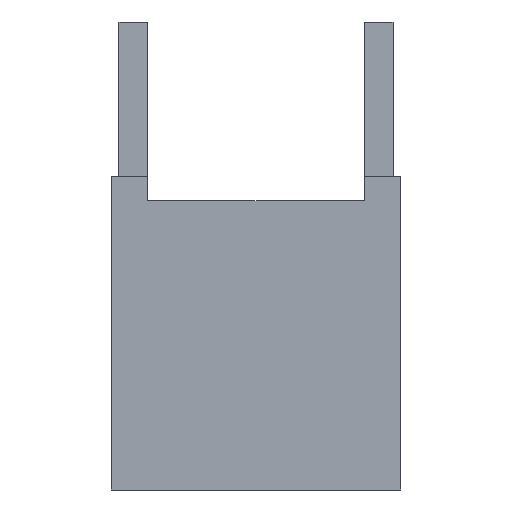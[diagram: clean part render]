
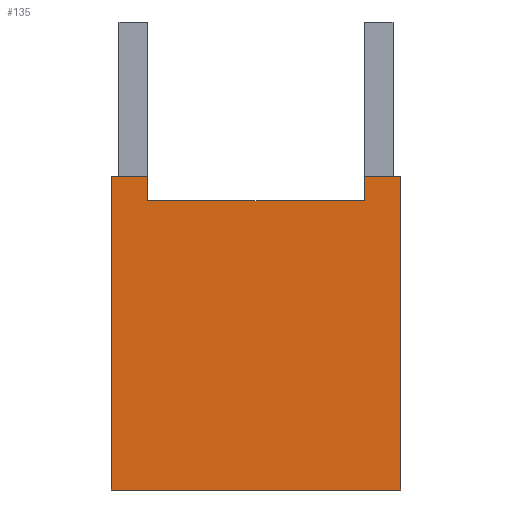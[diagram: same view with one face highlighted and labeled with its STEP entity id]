
A CAD part, front view. The second image highlights one B-rep face of the part: STEP entity #135.
In plain terms, the highlighted planar face has unit normal (0, -1, 0).
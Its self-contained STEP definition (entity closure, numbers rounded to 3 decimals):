
#85=PLANE('',#880);
#135=ADVANCED_FACE('',(#173),#85,.T.);
#173=FACE_OUTER_BOUND('',#228,.T.);
#228=EDGE_LOOP('',(#400,#401,#402,#403,#404,#405,#406,#407));
#400=ORIENTED_EDGE('',*,*,#630,.T.);
#401=ORIENTED_EDGE('',*,*,#627,.F.);
#402=ORIENTED_EDGE('',*,*,#612,.F.);
#403=ORIENTED_EDGE('',*,*,#593,.T.);
#404=ORIENTED_EDGE('',*,*,#590,.F.);
#405=ORIENTED_EDGE('',*,*,#632,.F.);
#406=ORIENTED_EDGE('',*,*,#633,.T.);
#407=ORIENTED_EDGE('',*,*,#634,.T.);
#506=VERTEX_POINT('',#1355);
#507=VERTEX_POINT('',#1357);
#509=VERTEX_POINT('',#1363);
#522=VERTEX_POINT('',#1401);
#533=VERTEX_POINT('',#1431);
#534=VERTEX_POINT('',#1437);
#535=VERTEX_POINT('',#1441);
#536=VERTEX_POINT('',#1443);
#590=EDGE_CURVE('',#506,#507,#678,.T.);
#593=EDGE_CURVE('',#509,#507,#681,.T.);
#612=EDGE_CURVE('',#509,#522,#700,.T.);
#627=EDGE_CURVE('',#522,#533,#715,.T.);
#630=EDGE_CURVE('',#534,#533,#718,.T.);
#632=EDGE_CURVE('',#535,#506,#720,.T.);
#633=EDGE_CURVE('',#535,#536,#721,.T.);
#634=EDGE_CURVE('',#536,#534,#722,.T.);
#678=LINE('',#1356,#766);
#681=LINE('',#1362,#769);
#700=LINE('',#1400,#788);
#715=LINE('',#1430,#803);
#718=LINE('',#1436,#806);
#720=LINE('',#1440,#808);
#721=LINE('',#1442,#809);
#722=LINE('',#1444,#810);
#766=VECTOR('',#987,1.);
#769=VECTOR('',#992,1.);
#788=VECTOR('',#1023,1.);
#803=VECTOR('',#1046,1.);
#806=VECTOR('',#1053,1.);
#808=VECTOR('',#1057,1.);
#809=VECTOR('',#1058,1.);
#810=VECTOR('',#1059,1.);
#880=AXIS2_PLACEMENT_3D('',#1445,#1060,#1061);
#987=DIRECTION('',(0.,0.,-1.));
#992=DIRECTION('',(1.,0.,0.));
#1023=DIRECTION('',(0.,0.,1.));
#1046=DIRECTION('',(1.,0.,0.));
#1053=DIRECTION('',(0.,0.,1.));
#1057=DIRECTION('',(1.,0.,0.));
#1058=DIRECTION('',(0.,0.,-1.));
#1059=DIRECTION('',(-1.,0.,0.));
#1060=DIRECTION('',(0.,-1.,0.));
#1061=DIRECTION('',(0.,0.,1.));
#1355=CARTESIAN_POINT('',(11.383,13.402,-1.592));
#1356=CARTESIAN_POINT('',(11.383,13.402,-1.592));
#1357=CARTESIAN_POINT('',(11.383,13.402,-8.092));
#1362=CARTESIAN_POINT('',(5.383,13.402,-8.092));
#1363=CARTESIAN_POINT('',(5.383,13.402,-8.092));
#1400=CARTESIAN_POINT('',(5.383,13.402,-8.092));
#1401=CARTESIAN_POINT('',(5.383,13.402,-1.592));
#1430=CARTESIAN_POINT('',(5.383,13.402,-1.592));
#1431=CARTESIAN_POINT('',(6.143,13.402,-1.592));
#1436=CARTESIAN_POINT('',(6.143,13.402,-2.092));
#1437=CARTESIAN_POINT('',(6.143,13.402,-2.092));
#1440=CARTESIAN_POINT('',(10.623,13.402,-1.592));
#1441=CARTESIAN_POINT('',(10.623,13.402,-1.592));
#1442=CARTESIAN_POINT('',(10.623,13.402,-1.592));
#1443=CARTESIAN_POINT('',(10.623,13.402,-2.092));
#1444=CARTESIAN_POINT('',(10.623,13.402,-2.092));
#1445=CARTESIAN_POINT('',(11.383,13.402,-8.092));
